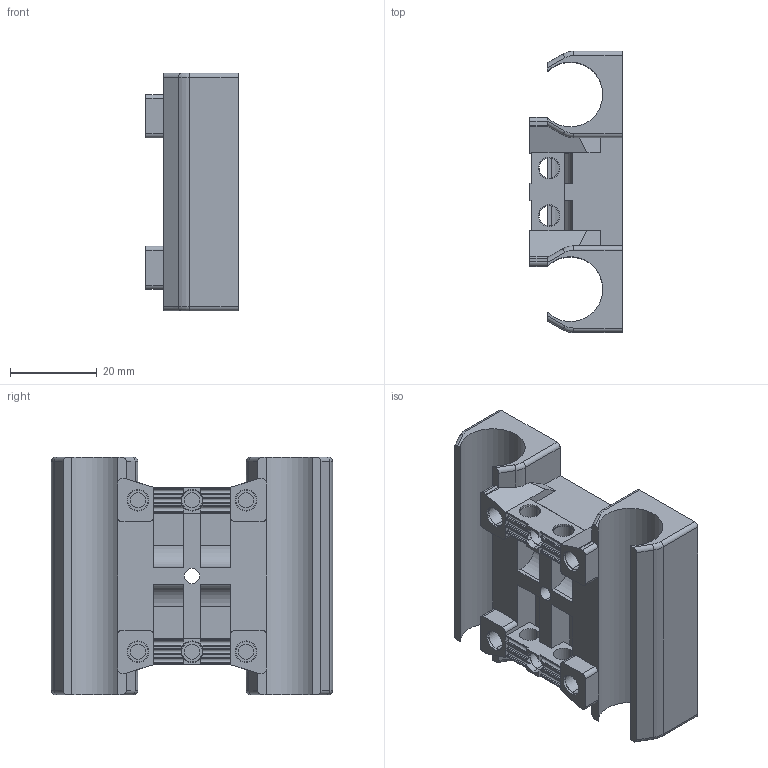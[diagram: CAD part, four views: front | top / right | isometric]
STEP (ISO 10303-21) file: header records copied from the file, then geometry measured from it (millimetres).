
FILE_DESCRIPTION (( 'STEP AP214' ), '1' );
FILE_NAME ('X_Carriage_1.0.STEP', '2017-06-06T06:21:54', ( '' ), ( '' ), 'SwSTEP 2.0', 'SolidWorks 2014', '' );
FILE_SCHEMA (( 'AUTOMOTIVE_DESIGN' ));
Length unit declared in the file: millimetre
Products named in the file (1): X_Carriage_1.0
Bounding box: 21.4 x 65 x 55 mm (x, y, z)
Volume: 34387.2 mm3; surface area: 16127.5 mm2
Topology: 1 solids, 1 shells, 300 faces, 814 edges, 532 vertices
Faces by surface type: cylinder 166, plane 126, torus 8
Entity records: 9796 total; most frequent: CARTESIAN_POINT 1979, DIRECTION 1676, ORIENTED_EDGE 1628, EDGE_CURVE 814, AXIS2_PLACEMENT_3D 613, VERTEX_POINT 532, VECTOR 450, LINE 450
